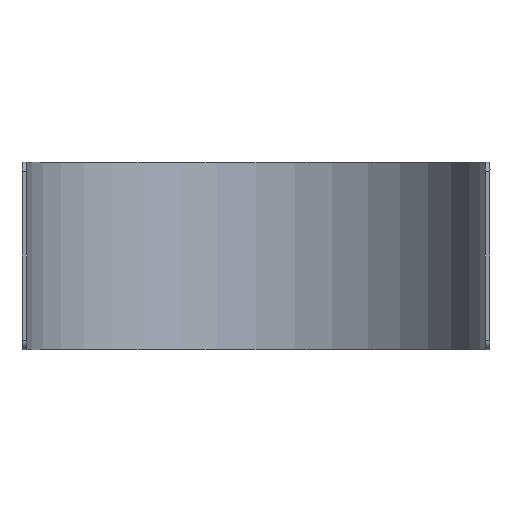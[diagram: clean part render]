
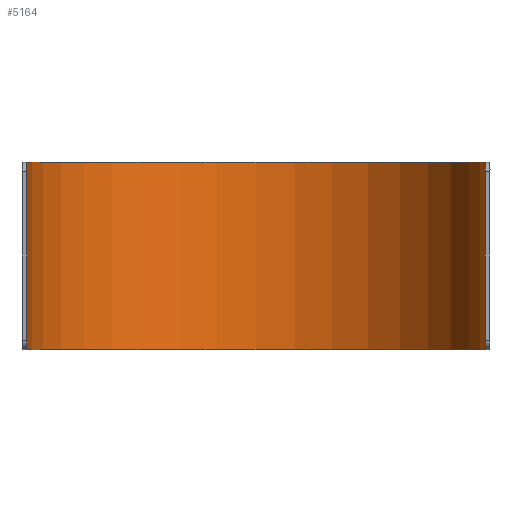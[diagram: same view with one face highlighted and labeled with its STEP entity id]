
A CAD part, front view. The second image highlights one B-rep face of the part: STEP entity #5164.
In plain terms, the highlighted cylindrical face has radius 24.5 mm (diameter 49 mm), a partial arc.
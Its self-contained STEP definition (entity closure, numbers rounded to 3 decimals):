
#26 = CARTESIAN_POINT ( 'NONE',  ( 0., 0., 10. ) ) ;
#188 = CARTESIAN_POINT ( 'NONE',  ( 24.495, 0.496, -9.874 ) ) ;
#211 = CARTESIAN_POINT ( 'NONE',  ( 24.48, 1., -10. ) ) ;
#274 = VERTEX_POINT ( 'NONE', #661 ) ;
#319 = LINE ( 'NONE', #3726, #2708 ) ;
#367 = CARTESIAN_POINT ( 'NONE',  ( -24.489, 0.738, 9.974 ) ) ;
#399 = CARTESIAN_POINT ( 'NONE',  ( -24.5, 0., -9.132 ) ) ;
#410 = CARTESIAN_POINT ( 'NONE',  ( 24.5, 0.126, 9.504 ) ) ;
#438 = CARTESIAN_POINT ( 'NONE',  ( 24.48, 1., 10. ) ) ;
#596 = CIRCLE ( 'NONE', #4173, 24.5 ) ;
#661 = CARTESIAN_POINT ( 'NONE',  ( -24.48, 1., 10. ) ) ;
#776 = CARTESIAN_POINT ( 'NONE',  ( 24.496, 0.477, 9.891 ) ) ;
#796 = CARTESIAN_POINT ( 'NONE',  ( -24.499, 0.201, -9.615 ) ) ;
#798 = VERTEX_POINT ( 'NONE', #804 ) ;
#804 = CARTESIAN_POINT ( 'NONE',  ( -24.5, 0., 9. ) ) ;
#807 = EDGE_CURVE ( 'NONE', #3035, #867, #4401, .T. ) ;
#842 = EDGE_CURVE ( 'NONE', #3614, #2779, #2553, .T. ) ;
#867 = VERTEX_POINT ( 'NONE', #4362 ) ;
#905 = LINE ( 'NONE', #2529, #1096 ) ;
#922 = EDGE_CURVE ( 'NONE', #2853, #3614, #596, .T. ) ;
#961 = B_SPLINE_CURVE_WITH_KNOTS ( 'NONE', 3,
 ( #2445, #1587, #367, #4459, #2045, #3689, #1252, #2558 ),
 .UNSPECIFIED., .F., .F.,
 ( 4, 2, 2, 4 ),
 ( 0., 0., 0.001, 0.002 ),
 .UNSPECIFIED. ) ;
#1032 = CARTESIAN_POINT ( 'NONE',  ( 24.5, 0., -9. ) ) ;
#1096 = VECTOR ( 'NONE', #2812, 1000. ) ;
#1212 = CARTESIAN_POINT ( 'NONE',  ( 24.49, 0.736, 10. ) ) ;
#1232 = VERTEX_POINT ( 'NONE', #5070 ) ;
#1252 = CARTESIAN_POINT ( 'NONE',  ( -24.5, 0., 9.264 ) ) ;
#1296 = ORIENTED_EDGE ( 'NONE', *, *, #4237, .F. ) ;
#1317 = CARTESIAN_POINT ( 'NONE',  ( -24.48, 1., -10. ) ) ;
#1383 = EDGE_CURVE ( 'NONE', #798, #1232, #319, .T. ) ;
#1427 = CARTESIAN_POINT ( 'NONE',  ( 24.5, 0., -9. ) ) ;
#1587 = CARTESIAN_POINT ( 'NONE',  ( -24.485, 0.868, 10. ) ) ;
#1868 = AXIS2_PLACEMENT_3D ( 'NONE', #4833, #2400, #4470 ) ;
#2045 = CARTESIAN_POINT ( 'NONE',  ( -24.497, 0.386, 9.8 ) ) ;
#2116 = ORIENTED_EDGE ( 'NONE', *, *, #4704, .T. ) ;
#2268 = CARTESIAN_POINT ( 'NONE',  ( 24.485, 0.868, -10. ) ) ;
#2372 = FACE_OUTER_BOUND ( 'NONE', #3296, .T. ) ;
#2400 = DIRECTION ( 'NONE',  ( 0., 0., -1. ) ) ;
#2445 = CARTESIAN_POINT ( 'NONE',  ( -24.48, 1., 10. ) ) ;
#2450 = CARTESIAN_POINT ( 'NONE',  ( -24.5, 0., -9. ) ) ;
#2467 = EDGE_CURVE ( 'NONE', #1232, #2853, #2898, .T. ) ;
#2521 = CARTESIAN_POINT ( 'NONE',  ( 24.48, 1., -10. ) ) ;
#2529 = CARTESIAN_POINT ( 'NONE',  ( 24.5, 0., 10. ) ) ;
#2540 = DIRECTION ( 'NONE',  ( 0., 0., -1. ) ) ;
#2553 = B_SPLINE_CURVE_WITH_KNOTS ( 'NONE', 3,
 ( #211, #2268, #4733, #188, #3963, #5128, #3098, #1427 ),
 .UNSPECIFIED., .F., .F.,
 ( 4, 2, 2, 4 ),
 ( 0., 0., 0.001, 0.002 ),
 .UNSPECIFIED. ) ;
#2558 = CARTESIAN_POINT ( 'NONE',  ( -24.5, 0., 9. ) ) ;
#2648 = DIRECTION ( 'NONE',  ( 0., 0., -1. ) ) ;
#2708 = VECTOR ( 'NONE', #2540, 1000. ) ;
#2779 = VERTEX_POINT ( 'NONE', #1032 ) ;
#2812 = DIRECTION ( 'NONE',  ( 0., 0., -1. ) ) ;
#2853 = VERTEX_POINT ( 'NONE', #3571 ) ;
#2897 = ORIENTED_EDGE ( 'NONE', *, *, #922, .T. ) ;
#2898 = B_SPLINE_CURVE_WITH_KNOTS ( 'NONE', 3,
 ( #2450, #399, #3255, #3667, #796, #4146, #4068, #1317 ),
 .UNSPECIFIED., .F., .F.,
 ( 4, 2, 2, 4 ),
 ( 0., 0., 0.001, 0.002 ),
 .UNSPECIFIED. ) ;
#3035 = VERTEX_POINT ( 'NONE', #5192 ) ;
#3098 = CARTESIAN_POINT ( 'NONE',  ( 24.5, 0., -9.264 ) ) ;
#3208 = ORIENTED_EDGE ( 'NONE', *, *, #807, .T. ) ;
#3255 = CARTESIAN_POINT ( 'NONE',  ( -24.5, 0.026, -9.262 ) ) ;
#3263 = CARTESIAN_POINT ( 'NONE',  ( 24.5, 0., 9. ) ) ;
#3296 = EDGE_LOOP ( 'NONE', ( #3751, #3208, #1296, #2116, #4304, #3995, #2897, #4911 ) ) ;
#3571 = CARTESIAN_POINT ( 'NONE',  ( -24.48, 1., -10. ) ) ;
#3614 = VERTEX_POINT ( 'NONE', #2521 ) ;
#3619 = CARTESIAN_POINT ( 'NONE',  ( 24.5, 0.026, 9.262 ) ) ;
#3667 = CARTESIAN_POINT ( 'NONE',  ( -24.5, 0.126, -9.504 ) ) ;
#3689 = CARTESIAN_POINT ( 'NONE',  ( -24.5, 0.109, 9.523 ) ) ;
#3726 = CARTESIAN_POINT ( 'NONE',  ( -24.5, 0., 10. ) ) ;
#3751 = ORIENTED_EDGE ( 'NONE', *, *, #4680, .F. ) ;
#3926 = CIRCLE ( 'NONE', #5278, 24.5 ) ;
#3963 = CARTESIAN_POINT ( 'NONE',  ( 24.497, 0.386, -9.8 ) ) ;
#3995 = ORIENTED_EDGE ( 'NONE', *, *, #2467, .T. ) ;
#4068 = CARTESIAN_POINT ( 'NONE',  ( -24.49, 0.736, -10. ) ) ;
#4102 = CYLINDRICAL_SURFACE ( 'NONE', #1868, 24.5 ) ;
#4146 = CARTESIAN_POINT ( 'NONE',  ( -24.496, 0.477, -9.891 ) ) ;
#4173 = AXIS2_PLACEMENT_3D ( 'NONE', #4691, #2648, #4337 ) ;
#4237 = EDGE_CURVE ( 'NONE', #274, #867, #3926, .T. ) ;
#4304 = ORIENTED_EDGE ( 'NONE', *, *, #1383, .T. ) ;
#4337 = DIRECTION ( 'NONE',  ( -1., 0., 0. ) ) ;
#4362 = CARTESIAN_POINT ( 'NONE',  ( 24.48, 1., 10. ) ) ;
#4401 = B_SPLINE_CURVE_WITH_KNOTS ( 'NONE', 3,
 ( #3263, #4917, #3619, #410, #4446, #776, #1212, #438 ),
 .UNSPECIFIED., .F., .F.,
 ( 4, 2, 2, 4 ),
 ( 0., 0., 0.001, 0.002 ),
 .UNSPECIFIED. ) ;
#4446 = CARTESIAN_POINT ( 'NONE',  ( 24.499, 0.201, 9.615 ) ) ;
#4459 = CARTESIAN_POINT ( 'NONE',  ( -24.495, 0.496, 9.874 ) ) ;
#4470 = DIRECTION ( 'NONE',  ( -1., 0., 0. ) ) ;
#4528 = DIRECTION ( 'NONE',  ( 0., 0., -1. ) ) ;
#4585 = DIRECTION ( 'NONE',  ( -1., 0., 0. ) ) ;
#4680 = EDGE_CURVE ( 'NONE', #3035, #2779, #905, .T. ) ;
#4691 = CARTESIAN_POINT ( 'NONE',  ( 0., 0., -10. ) ) ;
#4704 = EDGE_CURVE ( 'NONE', #274, #798, #961, .T. ) ;
#4733 = CARTESIAN_POINT ( 'NONE',  ( 24.489, 0.738, -9.974 ) ) ;
#4833 = CARTESIAN_POINT ( 'NONE',  ( 0., 0., 10. ) ) ;
#4911 = ORIENTED_EDGE ( 'NONE', *, *, #842, .T. ) ;
#4917 = CARTESIAN_POINT ( 'NONE',  ( 24.5, 0., 9.132 ) ) ;
#5070 = CARTESIAN_POINT ( 'NONE',  ( -24.5, 0., -9. ) ) ;
#5128 = CARTESIAN_POINT ( 'NONE',  ( 24.5, 0.109, -9.523 ) ) ;
#5164 = ADVANCED_FACE ( 'NONE', ( #2372 ), #4102, .F. ) ;
#5192 = CARTESIAN_POINT ( 'NONE',  ( 24.5, 0., 9. ) ) ;
#5278 = AXIS2_PLACEMENT_3D ( 'NONE', #26, #4528, #4585 ) ;
